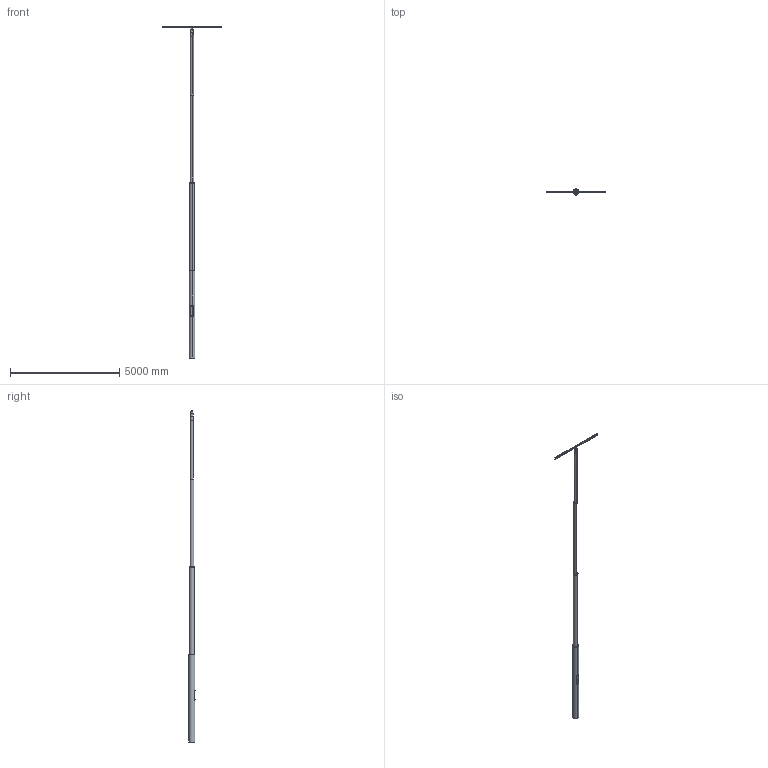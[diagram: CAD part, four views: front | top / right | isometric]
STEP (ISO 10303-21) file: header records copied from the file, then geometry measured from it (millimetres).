
FILE_DESCRIPTION (( 'STEP AP214' ), '1' );
FILE_NAME ('111030KGXS H14TO27 4608499 VALONHEITINPYLVÄS_3D.step', '2022-05-31T12:17:04', ( '' ), ( '' ), 'SwSTEP 2.0', 'SolidWorks 2021', '' );
FILE_SCHEMA (( 'AUTOMOTIVE_DESIGN' ));
Length unit declared in the file: millimetre
Products named in the file (19): YKSI R_KYTKENTÄAUKON LUUKKU_LUUKKU D273; OLAKEVARREN LATTA_LATTA 3X20X200; SOVITERENGAS SORVATTU_D219-D168; socket head cap screw_din_DIN 912 M6 x 16 --- 16N; 273,0X5,0 PYÖREÄPUTKI-TYVI_273,0X5,0 TYVIPUTKI TASAPŽŽT-4000; ORREN AIHIO_ORREN AIHIO UNP-80X2700; SOVITERENGAS SORVATTU_D273-D219; 139,7X3,6 PYÖREÄPUTKI-LATVA 2X LATVAREIÄT_139,7X3,6 2X LATVAREIŽT-3000; SOVITERENGAS OLAKEVARSI_SOVITERENGAS D89-D139; 111030KGXS H14TO27 4608499 VALONHEITINPYLVÄS_3D; 219,1X4,5 PYÖREÄPUTKI-VÄLI_273-219-168 VŽLIPUTKI TASAPŽŽT-4000; H14 VALONHEITINRUNKO_H14(TO27); OLAKEORSI_TO27-89-139; 168,3X4,0 PYÖREÄPUTKI-VÄLI_219-168-140 VŽLIPUTKI TASAPŽŽT-4000; OLAKEORREN AIHIO_D89-350; socket set screw cone point_din_DIN 914 - M10 x 40-N; ORREN LATTA_LATTA 5X50X180; KYTKENTÄAUKON LATTARAUTA_LATTA 4X20X200; socket set screw cone point_din_DIN 914 - M10 x 30-N
Assembly tree (30 placements, depth 3):
  111030KGXS H14TO27 4608499 VALONHEITINPYLVÄS_3D
    OLAKEORSI_TO27-89-139
      OLAKEORREN AIHIO_D89-350
      ORREN AIHIO_ORREN AIHIO UNP-80X2700
      ORREN LATTA_LATTA 5X50X180
      OLAKEVARREN LATTA_LATTA 3X20X200  x3
      SOVITERENGAS OLAKEVARSI_SOVITERENGAS D89-D139
    H14 VALONHEITINRUNKO_H14(TO27)
      273,0X5,0 PYÖREÄPUTKI-TYVI_273,0X5,0 TYVIPUTKI TASAPŽŽT-4000
      SOVITERENGAS SORVATTU_D273-D219
      SOVITERENGAS SORVATTU_D219-D168
      219,1X4,5 PYÖREÄPUTKI-VÄLI_273-219-168 VŽLIPUTKI TASAPŽŽT-4000
      168,3X4,0 PYÖREÄPUTKI-VÄLI_219-168-140 VŽLIPUTKI TASAPŽŽT-4000
      139,7X3,6 PYÖREÄPUTKI-LATVA 2X LATVAREIÄT_139,7X3,6 2X LATVAREIŽT-3000
      socket set screw cone point_din_DIN 914 - M10 x 30-N  x7
      socket set screw cone point_din_DIN 914 - M10 x 40-N
      YKSI R_KYTKENTÄAUKON LUUKKU_LUUKKU D273
      socket head cap screw_din_DIN 912 M6 x 16 --- 16N  x4
      KYTKENTÄAUKON LATTARAUTA_LATTA 4X20X200  x2
Bounding box: 2700 x 280.5 x 15180 mm (x, y, z)
Volume: 44980077.8 mm3; surface area: 20230589.2 mm2
Topology: 28 solids, 28 shells, 466 faces, 1144 edges, 714 vertices
Faces by surface type: plane 215, cylinder 145, cone 86, torus 18, bspline 2
Entity records: 12072 total; most frequent: CARTESIAN_POINT 4391, ORIENTED_EDGE 1468, DIRECTION 1412, EDGE_CURVE 734, AXIS2_PLACEMENT_3D 522, VERTEX_POINT 467, LINE 368, VECTOR 368
